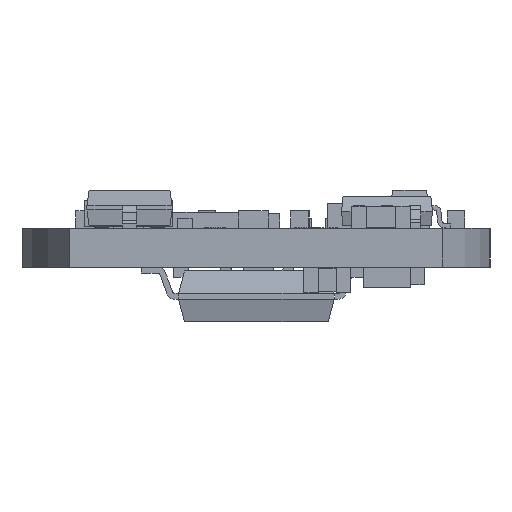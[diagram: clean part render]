
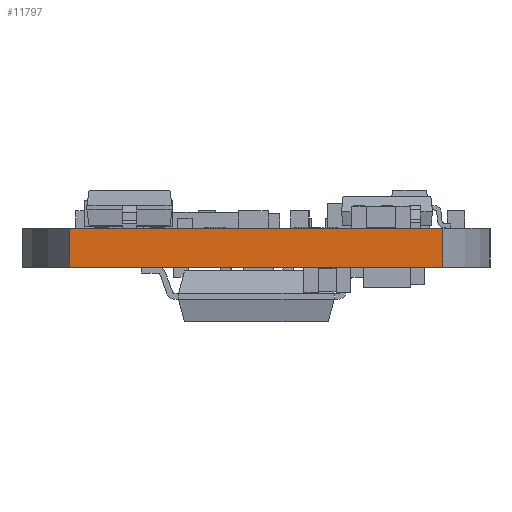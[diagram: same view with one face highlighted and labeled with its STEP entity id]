
A CAD part, front view. The second image highlights one B-rep face of the part: STEP entity #11797.
In plain terms, the highlighted planar face has unit normal (0, -1, 0).
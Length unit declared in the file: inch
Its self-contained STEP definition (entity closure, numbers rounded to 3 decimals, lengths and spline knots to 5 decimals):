
#787 = VECTOR ( 'NONE', #22628, 39.37008 ) ;
#789 = EDGE_CURVE ( 'NONE', #7389, #10244, #28320, .T. ) ;
#7389 = VERTEX_POINT ( 'NONE', #27027 ) ;
#8820 = VERTEX_POINT ( 'NONE', #23237 ) ;
#9340 = VECTOR ( 'NONE', #28883, 39.37008 ) ;
#9902 = CARTESIAN_POINT ( 'NONE',  ( -0.25, -0.602, 0.052 ) ) ;
#10244 = VERTEX_POINT ( 'NONE', #10633 ) ;
#10633 = CARTESIAN_POINT ( 'NONE',  ( 0.25, -0.602, 0.052 ) ) ;
#11201 = CARTESIAN_POINT ( 'NONE',  ( -0.25, -0.602, 0.052 ) ) ;
#11530 = LINE ( 'NONE', #15379, #787 ) ;
#11797 = ADVANCED_FACE ( 'NONE', ( #28791 ), #25124, .F. ) ;
#11839 = DIRECTION ( 'NONE',  ( 0., 0., -1. ) ) ;
#12532 = LINE ( 'NONE', #20003, #13331 ) ;
#13203 = VERTEX_POINT ( 'NONE', #21744 ) ;
#13331 = VECTOR ( 'NONE', #17585, 39.37008 ) ;
#15379 = CARTESIAN_POINT ( 'NONE',  ( -0.25, -0.602, 0.052 ) ) ;
#17083 = DIRECTION ( 'NONE',  ( 0., 1., 0. ) ) ;
#17471 = EDGE_CURVE ( 'NONE', #8820, #13203, #12532, .T. ) ;
#17585 = DIRECTION ( 'NONE',  ( 1., 0., 0. ) ) ;
#19017 = EDGE_CURVE ( 'NONE', #7389, #8820, #11530, .T. ) ;
#19234 = EDGE_CURVE ( 'NONE', #10244, #13203, #32071, .T. ) ;
#19754 = VECTOR ( 'NONE', #11839, 39.37008 ) ;
#20003 = CARTESIAN_POINT ( 'NONE',  ( -0.25, -0.602, 0. ) ) ;
#21744 = CARTESIAN_POINT ( 'NONE',  ( 0.25, -0.602, 0. ) ) ;
#22628 = DIRECTION ( 'NONE',  ( 0., 0., -1. ) ) ;
#23102 = ORIENTED_EDGE ( 'NONE', *, *, #19234, .F. ) ;
#23237 = CARTESIAN_POINT ( 'NONE',  ( -0.25, -0.602, 0. ) ) ;
#23358 = ORIENTED_EDGE ( 'NONE', *, *, #789, .F. ) ;
#25124 = PLANE ( 'NONE',  #29559 ) ;
#27027 = CARTESIAN_POINT ( 'NONE',  ( -0.25, -0.602, 0.052 ) ) ;
#27487 = DIRECTION ( 'NONE',  ( 0., 0., 1. ) ) ;
#28320 = LINE ( 'NONE', #11201, #9340 ) ;
#28791 = FACE_OUTER_BOUND ( 'NONE', #28924, .T. ) ;
#28883 = DIRECTION ( 'NONE',  ( 1., 0., 0. ) ) ;
#28924 = EDGE_LOOP ( 'NONE', ( #32502, #23102, #23358, #31686 ) ) ;
#29184 = CARTESIAN_POINT ( 'NONE',  ( 0.25, -0.602, 0.052 ) ) ;
#29559 = AXIS2_PLACEMENT_3D ( 'NONE', #9902, #17083, #27487 ) ;
#31686 = ORIENTED_EDGE ( 'NONE', *, *, #19017, .T. ) ;
#32071 = LINE ( 'NONE', #29184, #19754 ) ;
#32502 = ORIENTED_EDGE ( 'NONE', *, *, #17471, .T. ) ;
